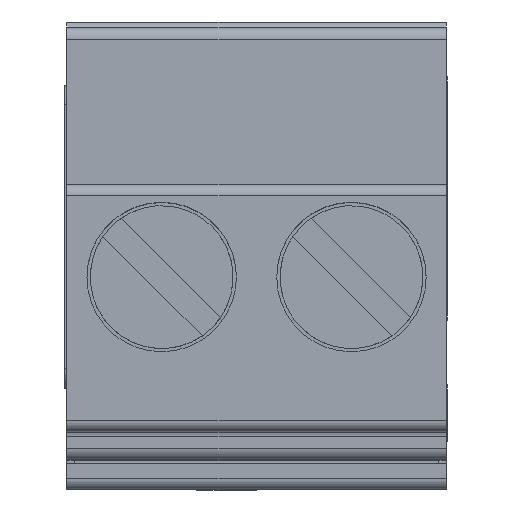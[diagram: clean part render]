
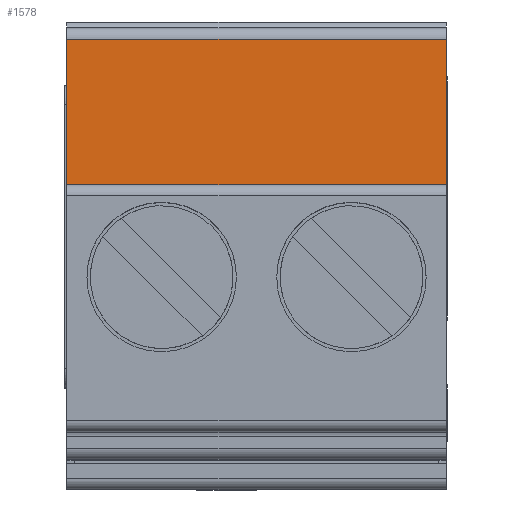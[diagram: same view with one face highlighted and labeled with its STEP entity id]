
A CAD part, top view. The second image highlights one B-rep face of the part: STEP entity #1578.
In plain terms, the highlighted planar face has unit normal (0, 0, 1).
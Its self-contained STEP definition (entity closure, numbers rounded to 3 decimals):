
#1578=ADVANCED_FACE('',(#3636),#3637,.T.);
#3636=FACE_OUTER_BOUND('',#6257,.T.);
#3637=PLANE('',#6258);
#6257=EDGE_LOOP('',(#10556,#10557,#10558,#10559));
#6258=AXIS2_PLACEMENT_3D('',#10560,#10561,#10562);
#10556=ORIENTED_EDGE('',*,*,#17423,.F.);
#10557=ORIENTED_EDGE('',*,*,#16909,.F.);
#10558=ORIENTED_EDGE('',*,*,#17398,.T.);
#10559=ORIENTED_EDGE('',*,*,#17499,.T.);
#10560=CARTESIAN_POINT('',(24.915,0.5,1.17));
#10561=DIRECTION('',(0.,0.,1.0));
#10562=DIRECTION('',(0.,-1.0,0.));
#16909=EDGE_CURVE('',#20315,#20317,#20318,.T.);
#17398=EDGE_CURVE('',#20315,#21035,#21036,.T.);
#17423=EDGE_CURVE('',#20317,#21070,#21071,.T.);
#17499=EDGE_CURVE('',#21035,#21070,#21171,.T.);
#20315=VERTEX_POINT('',#25254);
#20317=VERTEX_POINT('',#25256);
#20318=LINE('',#25257,#25258);
#21035=VERTEX_POINT('',#26272);
#21036=LINE('',#26273,#26274);
#21070=VERTEX_POINT('',#26319);
#21071=LINE('',#26320,#26321);
#21171=LINE('',#26463,#26464);
#25254=CARTESIAN_POINT('',(10.16,0.5,1.17));
#25256=CARTESIAN_POINT('',(10.16,-3.4,1.17));
#25257=CARTESIAN_POINT('',(10.16,0.5,1.17));
#25258=VECTOR('',#32583,1.0);
#26272=CARTESIAN_POINT('',(0.,0.5,1.17));
#26273=CARTESIAN_POINT('',(19.915,0.5,1.17));
#26274=VECTOR('',#33067,1.0);
#26319=CARTESIAN_POINT('',(0.,-3.4,1.17));
#26320=CARTESIAN_POINT('',(5.195,-3.4,1.17));
#26321=VECTOR('',#33097,1.0);
#26463=CARTESIAN_POINT('',(0.,0.5,1.17));
#26464=VECTOR('',#33167,1.0);
#32583=DIRECTION('',(0.,-1.0,0.));
#33067=DIRECTION('',(-1.0,0.,0.));
#33097=DIRECTION('',(-1.0,0.,0.));
#33167=DIRECTION('',(0.,-1.0,0.));
